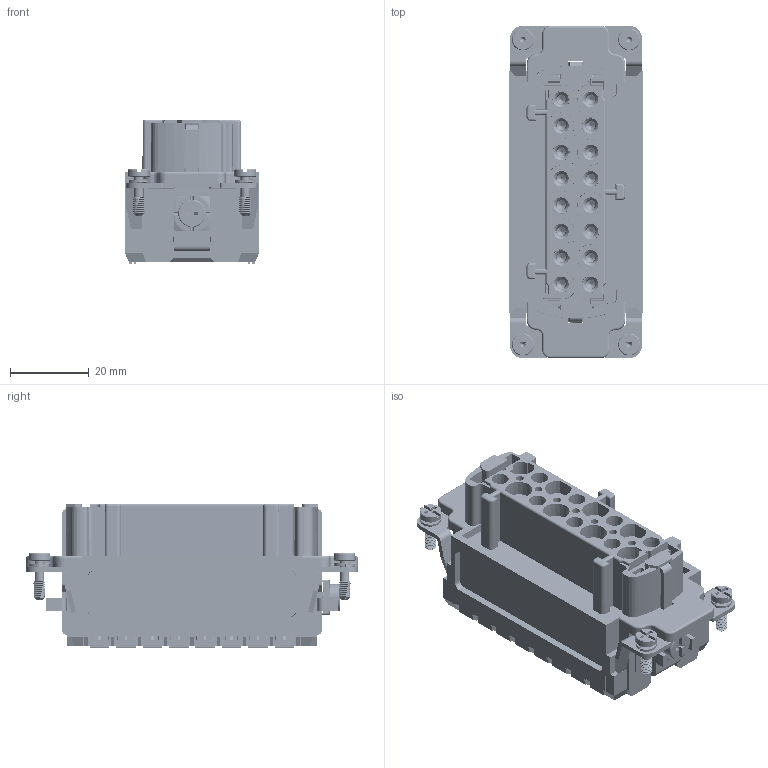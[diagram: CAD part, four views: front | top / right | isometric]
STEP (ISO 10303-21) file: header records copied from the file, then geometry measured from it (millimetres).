
FILE_DESCRIPTION(/* description */ (''),/* implementation_level */ '2;1');
FILE_NAME(/* name */ 'HE-016-FQ P.stp',/* time_stamp */ '2023-08-10T20:44:34+08:00',/* author */ (''),/* organization */ (''),/* preprocessor_version */ 'ST-DEVELOPER v18.1',/* originating_system */ 'SIEMENS PLM Software NX 1980',/* authorisation */ '');
FILE_SCHEMA (('AUTOMOTIVE_DESIGN { 1 0 10303 214 3 1 1 1 }'));
Length unit declared in the file: millimetre
Products named in the file (1): _model1
Bounding box: 34 x 84.3 x 36.6 mm (x, y, z)
Volume: 41256.9 mm3; surface area: 57846.8 mm2
Topology: 5 solids, 5 shells, 7489 faces, 22401 edges, 14485 vertices
Faces by surface type: plane 5116, cylinder 1376, torus 415, cone 319, bspline 119, revolution 112, sphere 32
Full cylindrical faces by diameter (mm): 1.45 x16, 2 x7, 2.4 x8, 2.9 x16, 4.5 x16, 5.6 x4
Entity records: 320417 total; most frequent: CARTESIAN_POINT 76907, ORIENTED_EDGE 44040, DIRECTION 38094, EDGE_CURVE 22020, LINE 15100, VECTOR 15100, VERTEX_POINT 14375, AXIS2_PLACEMENT_3D 11441
